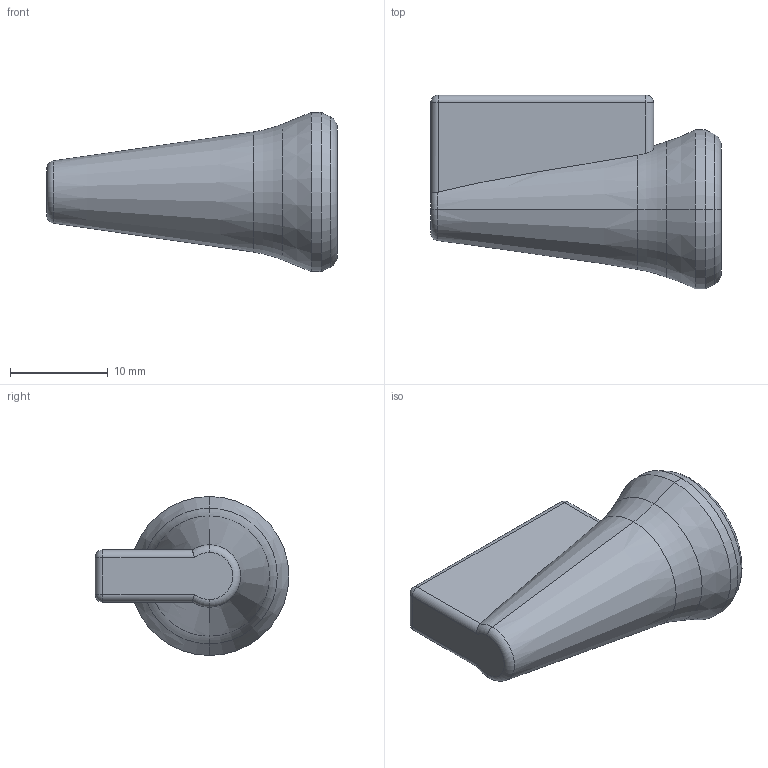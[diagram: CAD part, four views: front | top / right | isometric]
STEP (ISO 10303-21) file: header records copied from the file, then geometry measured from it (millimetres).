
FILE_DESCRIPTION (( 'STEP AP203' ), '1' );
FILE_NAME ('1-4x90 Degree Spray Bar Nozzle.STEP', '2005-02-04T23:05:13', ( 'mark lockwood' ), ( 'lockwood products inc.' ), 'SwSTEP 2.0', 'SolidWorks 2004146', '' );
FILE_SCHEMA (( 'CONFIG_CONTROL_DESIGN' ));
Length unit declared in the file: inch
Products named in the file (1): 1-4x90 Degree Spray Bar Nozzle
Bounding box: 29.69 x 19.81 x 16.26 mm (x, y, z)
Volume: 2025.6 mm3; surface area: 2589.5 mm2
Topology: 1 solids, 1 shells, 58 faces, 146 edges, 84 vertices
Faces by surface type: cylinder 24, cone 12, plane 9, torus 7, sphere 6
Entity records: 1800 total; most frequent: CARTESIAN_POINT 391, DIRECTION 291, ORIENTED_EDGE 274, EDGE_CURVE 137, AXIS2_PLACEMENT_3D 123, VERTEX_POINT 81, EDGE_LOOP 70, CIRCLE 64
